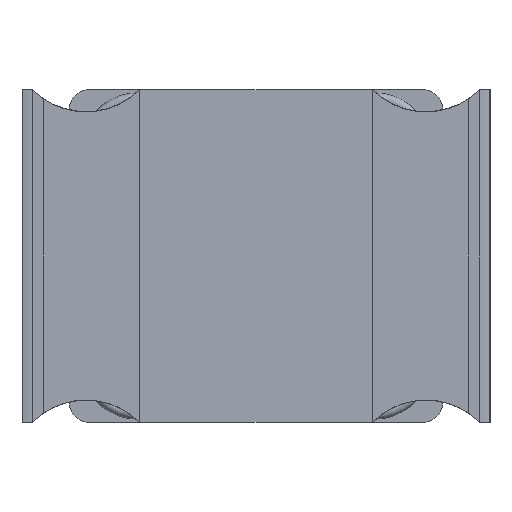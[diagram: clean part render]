
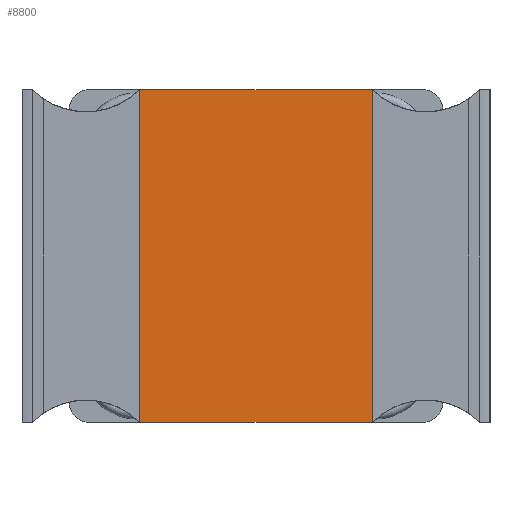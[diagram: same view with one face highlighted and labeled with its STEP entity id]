
A CAD part, front view. The second image highlights one B-rep face of the part: STEP entity #8800.
In plain terms, the highlighted planar face has unit normal (0, -1, 0).
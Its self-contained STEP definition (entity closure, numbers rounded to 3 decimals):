
#120 = VECTOR ( 'NONE', #1439, 1000. ) ;
#197 = VECTOR ( 'NONE', #7598, 1000. ) ;
#362 = DIRECTION ( 'NONE',  ( -1., 0., 0. ) ) ;
#1054 = EDGE_CURVE ( 'NONE', #4343, #6715, #2183, .T. ) ;
#1200 = VERTEX_POINT ( 'NONE', #5928 ) ;
#1406 = FACE_OUTER_BOUND ( 'NONE', #8742, .T. ) ;
#1439 = DIRECTION ( 'NONE',  ( 0., 0., 1. ) ) ;
#1771 = EDGE_CURVE ( 'NONE', #1200, #9420, #2118, .T. ) ;
#2118 = LINE ( 'NONE', #3645, #120 ) ;
#2183 = LINE ( 'NONE', #6910, #197 ) ;
#2336 = CARTESIAN_POINT ( 'NONE',  ( -2.25, 0., 1.6 ) ) ;
#2557 = ORIENTED_EDGE ( 'NONE', *, *, #1771, .F. ) ;
#3645 = CARTESIAN_POINT ( 'NONE',  ( -1.119, 0., -1.6 ) ) ;
#3875 = LINE ( 'NONE', #7772, #7408 ) ;
#4313 = CARTESIAN_POINT ( 'NONE',  ( 0., 0., 0. ) ) ;
#4343 = VERTEX_POINT ( 'NONE', #6247 ) ;
#5070 = DIRECTION ( 'NONE',  ( 0., 0., 1. ) ) ;
#5814 = EDGE_CURVE ( 'NONE', #4343, #1200, #3875, .T. ) ;
#5928 = CARTESIAN_POINT ( 'NONE',  ( -1.119, 0., -1.6 ) ) ;
#6243 = AXIS2_PLACEMENT_3D ( 'NONE', #4313, #9593, #5070 ) ;
#6247 = CARTESIAN_POINT ( 'NONE',  ( 1.119, 0., -1.6 ) ) ;
#6405 = VECTOR ( 'NONE', #7551, 1000. ) ;
#6715 = VERTEX_POINT ( 'NONE', #7412 ) ;
#6910 = CARTESIAN_POINT ( 'NONE',  ( 1.119, 0., -1.6 ) ) ;
#7138 = ORIENTED_EDGE ( 'NONE', *, *, #9002, .F. ) ;
#7356 = ORIENTED_EDGE ( 'NONE', *, *, #1054, .T. ) ;
#7408 = VECTOR ( 'NONE', #362, 1000. ) ;
#7412 = CARTESIAN_POINT ( 'NONE',  ( 1.119, 0., 1.6 ) ) ;
#7477 = CARTESIAN_POINT ( 'NONE',  ( -1.119, 0., 1.6 ) ) ;
#7551 = DIRECTION ( 'NONE',  ( 1., 0., 0. ) ) ;
#7598 = DIRECTION ( 'NONE',  ( 0., 0., 1. ) ) ;
#7772 = CARTESIAN_POINT ( 'NONE',  ( -2.25, 0., -1.6 ) ) ;
#8374 = LINE ( 'NONE', #2336, #6405 ) ;
#8486 = ORIENTED_EDGE ( 'NONE', *, *, #5814, .F. ) ;
#8742 = EDGE_LOOP ( 'NONE', ( #7138, #2557, #8486, #7356 ) ) ;
#8800 = ADVANCED_FACE ( 'NONE', ( #1406 ), #9563, .F. ) ;
#9002 = EDGE_CURVE ( 'NONE', #9420, #6715, #8374, .T. ) ;
#9420 = VERTEX_POINT ( 'NONE', #7477 ) ;
#9563 = PLANE ( 'NONE',  #6243 ) ;
#9593 = DIRECTION ( 'NONE',  ( 0., 1., 0. ) ) ;
